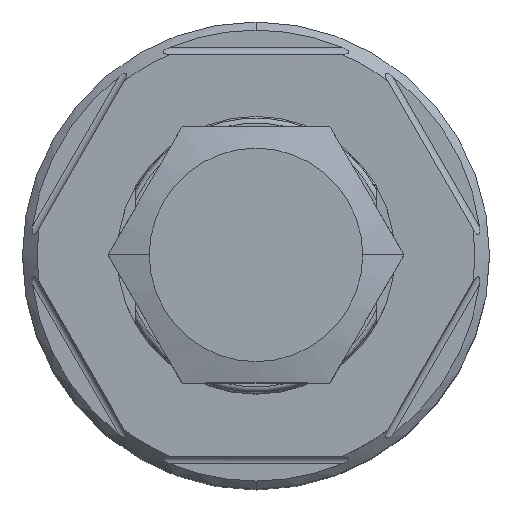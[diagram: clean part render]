
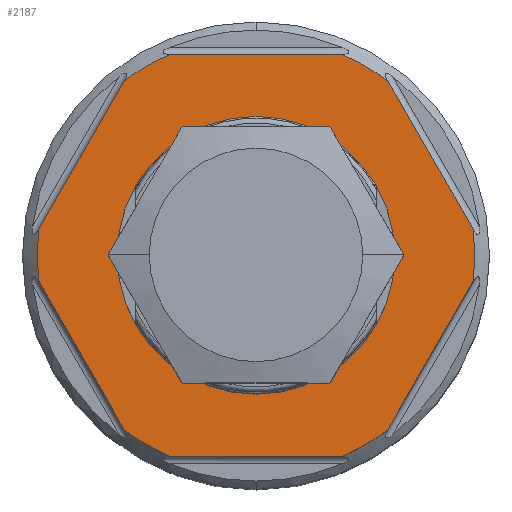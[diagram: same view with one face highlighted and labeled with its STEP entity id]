
A CAD part, top view. The second image highlights one B-rep face of the part: STEP entity #2187.
In plain terms, the highlighted planar face has unit normal (0, 0, 1).
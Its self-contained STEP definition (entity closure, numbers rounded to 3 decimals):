
#480=CARTESIAN_POINT('',(0.,0.,55.169));
#481=DIRECTION('',(0.,0.,1.));
#482=DIRECTION('',(-0.391,0.92,0.));
#483=AXIS2_PLACEMENT_3D('',#480,#481,#482);
#485=DIRECTION('',(1.,0.,0.));
#486=VECTOR('',#485,12.719);
#487=CARTESIAN_POINT('',(-6.359,14.961,55.169));
#488=LINE('',#487,#486);
#489=CARTESIAN_POINT('',(0.,0.,55.169));
#490=DIRECTION('',(0.,0.,1.));
#491=DIRECTION('',(0.601,0.799,0.));
#492=AXIS2_PLACEMENT_3D('',#489,#490,#491);
#494=DIRECTION('',(-0.5,0.866,0.));
#495=VECTOR('',#494,12.719);
#496=CARTESIAN_POINT('',(16.136,1.973,55.169));
#497=LINE('',#496,#495);
#498=CARTESIAN_POINT('',(0.,0.,55.169));
#499=DIRECTION('',(0.,0.,1.));
#500=DIRECTION('',(0.993,-0.121,0.));
#501=AXIS2_PLACEMENT_3D('',#498,#499,#500);
#503=DIRECTION('',(-0.5,-0.866,0.));
#504=VECTOR('',#503,12.719);
#505=CARTESIAN_POINT('',(16.136,-1.973,55.169));
#506=LINE('',#505,#504);
#507=CARTESIAN_POINT('',(0.,0.,55.169));
#508=DIRECTION('',(0.,0.,1.));
#509=DIRECTION('',(0.391,-0.92,0.));
#510=AXIS2_PLACEMENT_3D('',#507,#508,#509);
#512=DIRECTION('',(1.,0.,0.));
#513=VECTOR('',#512,12.719);
#514=CARTESIAN_POINT('',(-6.359,-14.961,55.169));
#515=LINE('',#514,#513);
#516=CARTESIAN_POINT('',(0.,0.,55.169));
#517=DIRECTION('',(0.,0.,1.));
#518=DIRECTION('',(-0.601,-0.799,0.));
#519=AXIS2_PLACEMENT_3D('',#516,#517,#518);
#521=DIRECTION('',(0.5,-0.866,0.));
#522=VECTOR('',#521,12.719);
#523=CARTESIAN_POINT('',(-16.136,-1.973,55.169));
#524=LINE('',#523,#522);
#525=CARTESIAN_POINT('',(0.,0.,55.169));
#526=DIRECTION('',(0.,0.,1.));
#527=DIRECTION('',(-0.993,0.121,0.));
#528=AXIS2_PLACEMENT_3D('',#525,#526,#527);
#530=DIRECTION('',(0.5,0.866,0.));
#531=VECTOR('',#530,12.719);
#532=CARTESIAN_POINT('',(-16.136,1.973,55.169));
#533=LINE('',#532,#531);
#534=CARTESIAN_POINT('',(0.,0.,55.169));
#535=DIRECTION('',(0.,0.,-1.));
#536=DIRECTION('',(0.,1.,0.));
#537=AXIS2_PLACEMENT_3D('',#534,#535,#536);
#539=CARTESIAN_POINT('',(0.,0.,55.169));
#540=DIRECTION('',(0.,0.,-1.));
#541=DIRECTION('',(0.,-1.,0.));
#542=AXIS2_PLACEMENT_3D('',#539,#540,#541);
#1464=CARTESIAN_POINT('',(-6.359,14.961,55.169));
#1465=CARTESIAN_POINT('',(-9.777,12.988,55.169));
#1466=VERTEX_POINT('',#1464);
#1467=VERTEX_POINT('',#1465);
#1468=CARTESIAN_POINT('',(6.359,-14.961,55.169));
#1469=CARTESIAN_POINT('',(9.777,-12.988,55.169));
#1470=VERTEX_POINT('',#1468);
#1471=VERTEX_POINT('',#1469);
#1500=CARTESIAN_POINT('',(-16.136,1.973,55.169));
#1501=CARTESIAN_POINT('',(-16.136,-1.973,55.169));
#1502=VERTEX_POINT('',#1500);
#1503=VERTEX_POINT('',#1501);
#1504=CARTESIAN_POINT('',(-9.777,-12.988,55.169));
#1505=CARTESIAN_POINT('',(-6.359,-14.961,55.169));
#1506=VERTEX_POINT('',#1504);
#1507=VERTEX_POINT('',#1505);
#1508=CARTESIAN_POINT('',(16.136,-1.973,55.169));
#1509=CARTESIAN_POINT('',(16.136,1.973,55.169));
#1510=VERTEX_POINT('',#1508);
#1511=VERTEX_POINT('',#1509);
#1512=CARTESIAN_POINT('',(9.777,12.988,55.169));
#1513=CARTESIAN_POINT('',(6.359,14.961,55.169));
#1514=VERTEX_POINT('',#1512);
#1515=VERTEX_POINT('',#1513);
#1612=CARTESIAN_POINT('',(0.,10.325,55.169));
#1613=CARTESIAN_POINT('',(0.,-10.325,55.169));
#1614=VERTEX_POINT('',#1612);
#1615=VERTEX_POINT('',#1613);
#2152=CARTESIAN_POINT('',(0.,0.,55.169));
#2153=DIRECTION('',(0.,0.,1.));
#2154=DIRECTION('',(1.,0.,0.));
#2155=AXIS2_PLACEMENT_3D('',#2152,#2153,#2154);
#2156=PLANE('',#2155);
#2158=ORIENTED_EDGE('',*,*,#2157,.F.);
#2160=ORIENTED_EDGE('',*,*,#2159,.T.);
#2162=ORIENTED_EDGE('',*,*,#2161,.F.);
#2164=ORIENTED_EDGE('',*,*,#2163,.F.);
#2166=ORIENTED_EDGE('',*,*,#2165,.F.);
#2168=ORIENTED_EDGE('',*,*,#2167,.T.);
#2170=ORIENTED_EDGE('',*,*,#2169,.F.);
#2172=ORIENTED_EDGE('',*,*,#2171,.F.);
#2174=ORIENTED_EDGE('',*,*,#2173,.F.);
#2176=ORIENTED_EDGE('',*,*,#2175,.F.);
#2178=ORIENTED_EDGE('',*,*,#2177,.F.);
#2180=ORIENTED_EDGE('',*,*,#2179,.T.);
#2181=EDGE_LOOP('',(#2158,#2160,#2162,#2164,#2166,#2168,#2170,#2172,#2174,#2176,
#2178,#2180));
#2182=FACE_OUTER_BOUND('',#2181,.F.);
#2183=ORIENTED_EDGE('',*,*,#2143,.F.);
#2184=ORIENTED_EDGE('',*,*,#2108,.F.);
#2185=EDGE_LOOP('',(#2183,#2184));
#2186=FACE_BOUND('',#2185,.F.);
#2187=ADVANCED_FACE('',(#2182,#2186),#2156,.T.);
#484=CIRCLE('',#483,16.256);
#493=CIRCLE('',#492,16.256);
#502=CIRCLE('',#501,16.256);
#511=CIRCLE('',#510,16.256);
#520=CIRCLE('',#519,16.256);
#529=CIRCLE('',#528,16.256);
#538=CIRCLE('',#537,10.325);
#543=CIRCLE('',#542,10.325);
#2108=EDGE_CURVE('',#1615,#1614,#543,.T.);
#2143=EDGE_CURVE('',#1614,#1615,#538,.T.);
#2157=EDGE_CURVE('',#1466,#1467,#484,.T.);
#2159=EDGE_CURVE('',#1466,#1515,#488,.T.);
#2161=EDGE_CURVE('',#1514,#1515,#493,.T.);
#2163=EDGE_CURVE('',#1511,#1514,#497,.T.);
#2165=EDGE_CURVE('',#1510,#1511,#502,.T.);
#2167=EDGE_CURVE('',#1510,#1471,#506,.T.);
#2169=EDGE_CURVE('',#1470,#1471,#511,.T.);
#2171=EDGE_CURVE('',#1507,#1470,#515,.T.);
#2173=EDGE_CURVE('',#1506,#1507,#520,.T.);
#2175=EDGE_CURVE('',#1503,#1506,#524,.T.);
#2177=EDGE_CURVE('',#1502,#1503,#529,.T.);
#2179=EDGE_CURVE('',#1502,#1467,#533,.T.);
